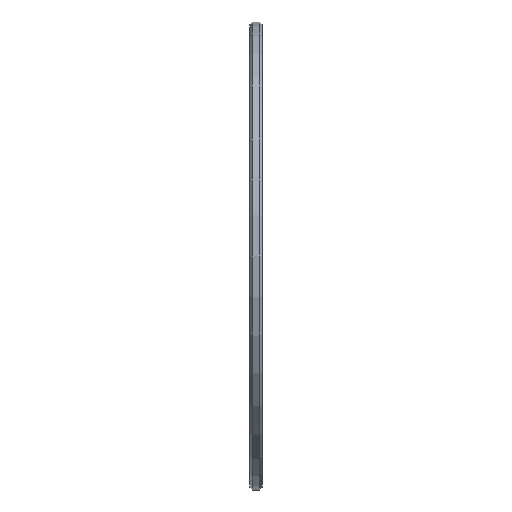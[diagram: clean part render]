
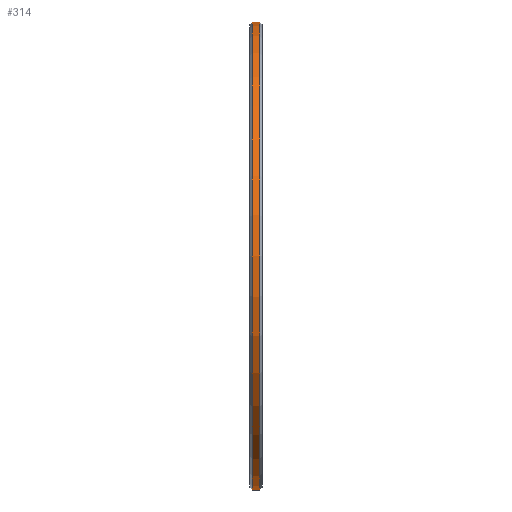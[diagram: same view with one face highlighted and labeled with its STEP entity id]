
A CAD part, left-side view. The second image highlights one B-rep face of the part: STEP entity #314.
In plain terms, the highlighted cylindrical face has radius 50 mm (diameter 100 mm), a partial arc.
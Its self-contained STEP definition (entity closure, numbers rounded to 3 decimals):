
#32 = LINE ( 'NONE', #184, #80 ) ;
#51 = CARTESIAN_POINT ( 'NONE',  ( 0., -42.4, -50. ) ) ;
#80 = VECTOR ( 'NONE', #623, 1000. ) ;
#108 = CARTESIAN_POINT ( 'NONE',  ( 0., 0., 0. ) ) ;
#127 = DIRECTION ( 'NONE',  ( 0., 0., 1. ) ) ;
#129 = EDGE_CURVE ( 'NONE', #240, #238, #1910, .T. ) ;
#175 = VERTEX_POINT ( 'NONE', #1309 ) ;
#184 = CARTESIAN_POINT ( 'NONE',  ( 0., 0., 50. ) ) ;
#193 = ORIENTED_EDGE ( 'NONE', *, *, #129, .F. ) ;
#238 = VERTEX_POINT ( 'NONE', #486 ) ;
#239 = DIRECTION ( 'NONE',  ( 0., 1., 0. ) ) ;
#240 = VERTEX_POINT ( 'NONE', #51 ) ;
#254 = CIRCLE ( 'NONE', #778, 50. ) ;
#295 = DIRECTION ( 'NONE',  ( 0., 1., 0. ) ) ;
#306 = DIRECTION ( 'NONE',  ( 0., 0., -1. ) ) ;
#314 = ADVANCED_FACE ( 'NONE', ( #1808 ), #738, .T. ) ;
#347 = AXIS2_PLACEMENT_3D ( 'NONE', #1895, #539, #127 ) ;
#406 = AXIS2_PLACEMENT_3D ( 'NONE', #108, #239, #1562 ) ;
#486 = CARTESIAN_POINT ( 'NONE',  ( 0., -40.9, -50. ) ) ;
#532 = CARTESIAN_POINT ( 'NONE',  ( 0., 0., -50. ) ) ;
#539 = DIRECTION ( 'NONE',  ( 0., -1., 0. ) ) ;
#623 = DIRECTION ( 'NONE',  ( 0., 1., 0. ) ) ;
#656 = ORIENTED_EDGE ( 'NONE', *, *, #1593, .T. ) ;
#698 = CIRCLE ( 'NONE', #347, 50. ) ;
#714 = VECTOR ( 'NONE', #1587, 1000. ) ;
#738 = CYLINDRICAL_SURFACE ( 'NONE', #406, 50. ) ;
#778 = AXIS2_PLACEMENT_3D ( 'NONE', #1917, #295, #306 ) ;
#836 = EDGE_LOOP ( 'NONE', ( #193, #1601, #656, #1610 ) ) ;
#849 = EDGE_CURVE ( 'NONE', #175, #238, #698, .T. ) ;
#891 = EDGE_CURVE ( 'NONE', #240, #1069, #254, .T. ) ;
#893 = CARTESIAN_POINT ( 'NONE',  ( 0., -42.4, 50. ) ) ;
#1069 = VERTEX_POINT ( 'NONE', #893 ) ;
#1309 = CARTESIAN_POINT ( 'NONE',  ( 0., -40.9, 50. ) ) ;
#1562 = DIRECTION ( 'NONE',  ( 0., 0., 1. ) ) ;
#1587 = DIRECTION ( 'NONE',  ( 0., 1., 0. ) ) ;
#1593 = EDGE_CURVE ( 'NONE', #1069, #175, #32, .T. ) ;
#1601 = ORIENTED_EDGE ( 'NONE', *, *, #891, .T. ) ;
#1610 = ORIENTED_EDGE ( 'NONE', *, *, #849, .T. ) ;
#1808 = FACE_OUTER_BOUND ( 'NONE', #836, .T. ) ;
#1895 = CARTESIAN_POINT ( 'NONE',  ( 0., -40.9, 0. ) ) ;
#1910 = LINE ( 'NONE', #532, #714 ) ;
#1917 = CARTESIAN_POINT ( 'NONE',  ( 0., -42.4, 0. ) ) ;
